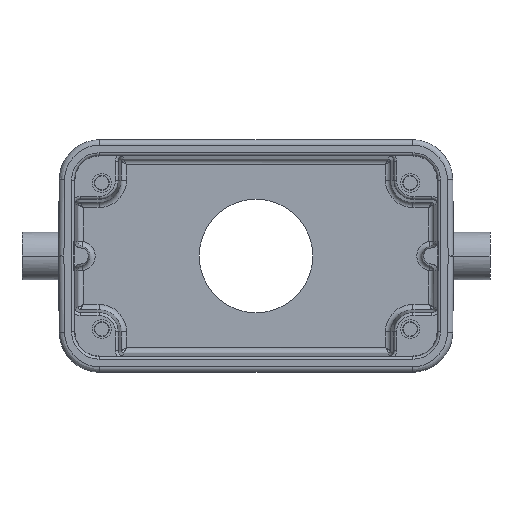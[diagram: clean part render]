
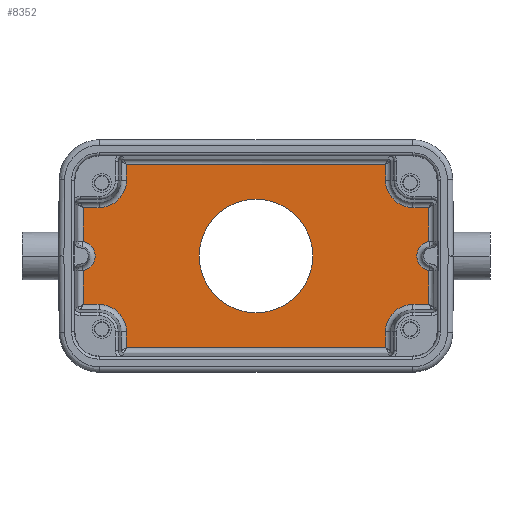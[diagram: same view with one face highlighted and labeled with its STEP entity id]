
A CAD part, front view. The second image highlights one B-rep face of the part: STEP entity #8352.
In plain terms, the highlighted planar face has unit normal (0, -1, 0).
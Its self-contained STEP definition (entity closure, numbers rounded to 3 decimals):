
#941=CARTESIAN_POINT('',(-31.947,19.35,-8.947));
#955=DIRECTION('',(0.,0.,-1.));
#956=VECTOR('',#955,6.23);
#957=CARTESIAN_POINT('',(-31.947,19.35,-2.716));
#958=LINE('',#957,#956);
#986=DIRECTION('',(1.,0.,0.));
#987=VECTOR('',#986,2.947);
#988=CARTESIAN_POINT('',(-31.947,19.35,-8.947));
#989=LINE('',#988,#987);
#1013=DIRECTION('',(0.,0.,-1.));
#1014=VECTOR('',#1013,2.947);
#1015=CARTESIAN_POINT('',(-23.947,19.35,
-14.));
#1016=LINE('',#1015,#1014);
#1031=CARTESIAN_POINT('',(29.,19.35,-14.));
#1032=DIRECTION('',(0.,-1.,0.));
#1033=DIRECTION('',(0.,0.,1.));
#1034=AXIS2_PLACEMENT_3D('',#1031,#1032,#1033);
#1036=CARTESIAN_POINT('',(-29.,19.35,-14.));
#1037=DIRECTION('',(0.,-1.,0.));
#1038=DIRECTION('',(1.,0.,0.));
#1039=AXIS2_PLACEMENT_3D('',#1036,#1037,#1038);
#1041=CARTESIAN_POINT('',(-32.5,19.35,0.));
#1042=DIRECTION('',(0.,-1.,0.));
#1043=DIRECTION('',(0.2,0.,-0.98));
#1044=AXIS2_PLACEMENT_3D('',#1041,#1042,#1043);
#1046=CARTESIAN_POINT('',(-29.,19.35,14.));
#1047=DIRECTION('',(0.,-1.,0.));
#1048=DIRECTION('',(0.,0.,-1.));
#1049=AXIS2_PLACEMENT_3D('',#1046,#1047,#1048);
#1051=CARTESIAN_POINT('',(29.,19.35,14.));
#1052=DIRECTION('',(0.,-1.,0.));
#1053=DIRECTION('',(-1.,0.,0.));
#1054=AXIS2_PLACEMENT_3D('',#1051,#1052,#1053);
#1056=CARTESIAN_POINT('',(32.5,19.35,0.));
#1057=DIRECTION('',(0.,-1.,0.));
#1058=DIRECTION('',(-0.2,0.,0.98));
#1059=AXIS2_PLACEMENT_3D('',#1056,#1057,#1058);
#1061=CARTESIAN_POINT('',(0.,19.35,0.));
#1062=DIRECTION('',(0.,-1.,0.));
#1063=DIRECTION('',(1.,0.,0.));
#1064=AXIS2_PLACEMENT_3D('',#1061,#1062,#1063);
#1066=CARTESIAN_POINT('',(0.,19.35,0.));
#1067=DIRECTION('',(0.,-1.,0.));
#1068=DIRECTION('',(-1.,0.,0.));
#1069=AXIS2_PLACEMENT_3D('',#1066,#1067,#1068);
#1081=DIRECTION('',(0.,0.,1.));
#1082=VECTOR('',#1081,6.23);
#1083=CARTESIAN_POINT('',(31.947,19.35,-8.947));
#1084=LINE('',#1083,#1082);
#1206=DIRECTION('',(0.,0.,1.));
#1207=VECTOR('',#1206,6.23);
#1208=CARTESIAN_POINT('',(31.947,19.35,2.716));
#1209=LINE('',#1208,#1207);
#1237=DIRECTION('',(-1.,0.,0.));
#1238=VECTOR('',#1237,2.947);
#1239=CARTESIAN_POINT('',(31.947,19.35,8.947));
#1240=LINE('',#1239,#1238);
#1264=DIRECTION('',(0.,0.,1.));
#1265=VECTOR('',#1264,2.947);
#1266=CARTESIAN_POINT('',(23.947,19.35,14.));
#1267=LINE('',#1266,#1265);
#1304=DIRECTION('',(-1.,0.,0.));
#1305=VECTOR('',#1304,47.893);
#1306=CARTESIAN_POINT('',(23.947,19.35,16.947));
#1307=LINE('',#1306,#1305);
#1348=DIRECTION('',(0.,0.,-1.));
#1349=VECTOR('',#1348,2.947);
#1350=CARTESIAN_POINT('',(-23.947,19.35,16.947));
#1351=LINE('',#1350,#1349);
#1375=DIRECTION('',(-1.,0.,0.));
#1376=VECTOR('',#1375,2.947);
#1377=CARTESIAN_POINT('',(-29.,19.35,8.947));
#1378=LINE('',#1377,#1376);
#1467=DIRECTION('',(0.,0.,-1.));
#1468=VECTOR('',#1467,6.23);
#1469=CARTESIAN_POINT('',(-31.947,19.35,8.947));
#1470=LINE('',#1469,#1468);
#2030=DIRECTION('',(1.,0.,0.));
#2031=VECTOR('',#2030,47.893);
#2032=CARTESIAN_POINT('',(-23.947,19.35,
-16.947));
#2033=LINE('',#2032,#2031);
#2075=DIRECTION('',(0.,0.,1.));
#2076=VECTOR('',#2075,2.947);
#2077=CARTESIAN_POINT('',(23.947,19.35,-16.947));
#2078=LINE('',#2077,#2076);
#2102=DIRECTION('',(1.,0.,0.));
#2103=VECTOR('',#2102,2.947);
#2104=CARTESIAN_POINT('',(29.,19.35,-8.947));
#2105=LINE('',#2104,#2103);
#5880=VERTEX_POINT('',#941);
#5881=CARTESIAN_POINT('',(-31.947,19.35,
-2.717));
#5882=VERTEX_POINT('',#5881);
#5893=CARTESIAN_POINT('',(-29.,19.35,
-8.947));
#5894=VERTEX_POINT('',#5893);
#5897=CARTESIAN_POINT('',(-23.946,19.35,
-14.));
#5898=VERTEX_POINT('',#5897);
#5905=CARTESIAN_POINT('',(-23.947,19.35,
-16.947));
#5906=VERTEX_POINT('',#5905);
#5907=CARTESIAN_POINT('',(31.947,19.35,-8.947));
#5908=CARTESIAN_POINT('',(31.947,19.35,-2.716));
#5909=VERTEX_POINT('',#5907);
#5910=VERTEX_POINT('',#5908);
#5911=CARTESIAN_POINT('',(29.,19.35,-8.947));
#5912=VERTEX_POINT('',#5911);
#5913=CARTESIAN_POINT('',(23.946,19.35,-14.));
#5914=VERTEX_POINT('',#5913);
#5915=CARTESIAN_POINT('',(23.947,19.35,-16.947));
#5916=VERTEX_POINT('',#5915);
#5917=CARTESIAN_POINT('',(-31.947,19.35,2.716));
#5918=VERTEX_POINT('',#5917);
#5919=CARTESIAN_POINT('',(-31.947,19.35,8.947));
#5920=VERTEX_POINT('',#5919);
#5921=CARTESIAN_POINT('',(-29.,19.35,8.947));
#5922=VERTEX_POINT('',#5921);
#5923=CARTESIAN_POINT('',(-23.946,19.35,14.));
#5924=VERTEX_POINT('',#5923);
#5925=CARTESIAN_POINT('',(-23.947,19.35,16.947));
#5926=VERTEX_POINT('',#5925);
#5927=CARTESIAN_POINT('',(23.947,19.35,16.947));
#5928=VERTEX_POINT('',#5927);
#5929=CARTESIAN_POINT('',(23.947,19.35,14.));
#5930=VERTEX_POINT('',#5929);
#5931=CARTESIAN_POINT('',(29.,19.35,8.946));
#5932=VERTEX_POINT('',#5931);
#5933=CARTESIAN_POINT('',(31.947,19.35,8.947));
#5934=VERTEX_POINT('',#5933);
#5935=CARTESIAN_POINT('',(31.947,19.35,2.716));
#5936=VERTEX_POINT('',#5935);
#5937=CARTESIAN_POINT('',(10.5,19.35,0.));
#5938=CARTESIAN_POINT('',(-10.5,19.35,0.));
#5939=VERTEX_POINT('',#5937);
#5940=VERTEX_POINT('',#5938);
#8303=CARTESIAN_POINT('',(0.,19.35,-21.5));
#8304=DIRECTION('',(0.,-1.,0.));
#8305=DIRECTION('',(0.,0.,-1.));
#8306=AXIS2_PLACEMENT_3D('',#8303,#8304,#8305);
#8307=PLANE('',#8306);
#8309=ORIENTED_EDGE('',*,*,#8308,.F.);
#8311=ORIENTED_EDGE('',*,*,#8310,.F.);
#8313=ORIENTED_EDGE('',*,*,#8312,.T.);
#8315=ORIENTED_EDGE('',*,*,#8314,.F.);
#8317=ORIENTED_EDGE('',*,*,#8316,.F.);
#8318=ORIENTED_EDGE('',*,*,#8295,.F.);
#8319=ORIENTED_EDGE('',*,*,#8253,.T.);
#8320=ORIENTED_EDGE('',*,*,#8240,.F.);
#8321=ORIENTED_EDGE('',*,*,#8056,.F.);
#8323=ORIENTED_EDGE('',*,*,#8322,.T.);
#8325=ORIENTED_EDGE('',*,*,#8324,.F.);
#8327=ORIENTED_EDGE('',*,*,#8326,.F.);
#8329=ORIENTED_EDGE('',*,*,#8328,.T.);
#8331=ORIENTED_EDGE('',*,*,#8330,.F.);
#8333=ORIENTED_EDGE('',*,*,#8332,.F.);
#8335=ORIENTED_EDGE('',*,*,#8334,.F.);
#8337=ORIENTED_EDGE('',*,*,#8336,.T.);
#8339=ORIENTED_EDGE('',*,*,#8338,.F.);
#8341=ORIENTED_EDGE('',*,*,#8340,.F.);
#8343=ORIENTED_EDGE('',*,*,#8342,.T.);
#8344=EDGE_LOOP('',(#8309,#8311,#8313,#8315,#8317,#8318,#8319,#8320,#8321,#8323,
#8325,#8327,#8329,#8331,#8333,#8335,#8337,#8339,#8341,#8343));
#8345=FACE_OUTER_BOUND('',#8344,.F.);
#8347=ORIENTED_EDGE('',*,*,#8346,.T.);
#8349=ORIENTED_EDGE('',*,*,#8348,.T.);
#8350=EDGE_LOOP('',(#8347,#8349));
#8351=FACE_BOUND('',#8350,.F.);
#1035=CIRCLE('',#1034,5.054);
#1040=CIRCLE('',#1039,5.054);
#1045=CIRCLE('',#1044,2.772);
#1050=CIRCLE('',#1049,5.054);
#1055=CIRCLE('',#1054,5.054);
#1060=CIRCLE('',#1059,2.772);
#1065=CIRCLE('',#1064,10.5);
#1070=CIRCLE('',#1069,10.5);
#8056=EDGE_CURVE('',#5882,#5880,#958,.T.);
#8240=EDGE_CURVE('',#5880,#5894,#989,.T.);
#8253=EDGE_CURVE('',#5898,#5894,#1040,.T.);
#8295=EDGE_CURVE('',#5898,#5906,#1016,.T.);
#8308=EDGE_CURVE('',#5909,#5910,#1084,.T.);
#8310=EDGE_CURVE('',#5912,#5909,#2105,.T.);
#8312=EDGE_CURVE('',#5912,#5914,#1035,.T.);
#8314=EDGE_CURVE('',#5916,#5914,#2078,.T.);
#8316=EDGE_CURVE('',#5906,#5916,#2033,.T.);
#8322=EDGE_CURVE('',#5882,#5918,#1045,.T.);
#8324=EDGE_CURVE('',#5920,#5918,#1470,.T.);
#8326=EDGE_CURVE('',#5922,#5920,#1378,.T.);
#8328=EDGE_CURVE('',#5922,#5924,#1050,.T.);
#8330=EDGE_CURVE('',#5926,#5924,#1351,.T.);
#8332=EDGE_CURVE('',#5928,#5926,#1307,.T.);
#8334=EDGE_CURVE('',#5930,#5928,#1267,.T.);
#8336=EDGE_CURVE('',#5930,#5932,#1055,.T.);
#8338=EDGE_CURVE('',#5934,#5932,#1240,.T.);
#8340=EDGE_CURVE('',#5936,#5934,#1209,.T.);
#8342=EDGE_CURVE('',#5936,#5910,#1060,.T.);
#8346=EDGE_CURVE('',#5939,#5940,#1065,.T.);
#8348=EDGE_CURVE('',#5940,#5939,#1070,.T.);
#8352=ADVANCED_FACE('',(#8345,#8351),#8307,.T.);
